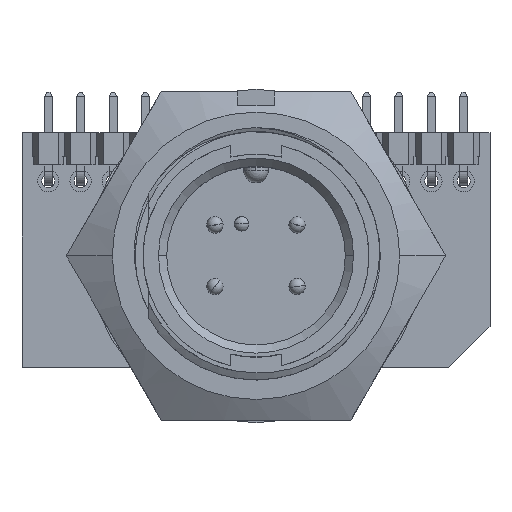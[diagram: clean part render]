
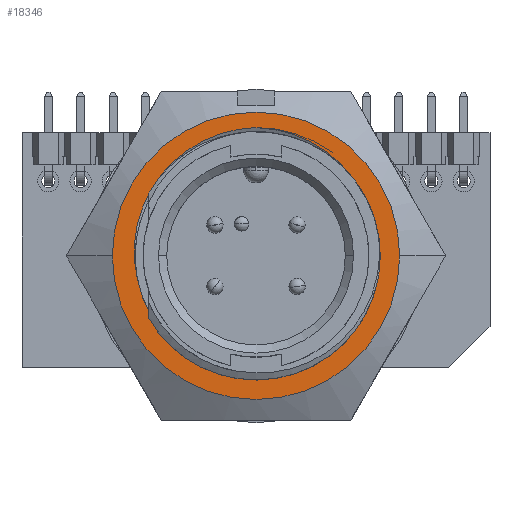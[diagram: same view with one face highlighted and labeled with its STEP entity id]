
A CAD part, top view. The second image highlights one B-rep face of the part: STEP entity #18346.
In plain terms, the highlighted planar face has unit normal (0, 0, 1).
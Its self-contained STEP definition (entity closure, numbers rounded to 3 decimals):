
#699 = CARTESIAN_POINT ( 'NONE',  ( 5.145, 5.822, -8.066 ) ) ;
#908 = CARTESIAN_POINT ( 'NONE',  ( -4.27, 6.536, -8.066 ) ) ;
#950 = EDGE_CURVE ( 'NONE', #31859, #14629, #3932, .T. ) ;
#1787 = EDGE_CURVE ( 'NONE', #9133, #31404, #22011, .T. ) ;
#2739 = CARTESIAN_POINT ( 'NONE',  ( 0., 0., -8.066 ) ) ;
#3194 = CARTESIAN_POINT ( 'NONE',  ( 0.286, 7.929, -8.066 ) ) ;
#3300 = CARTESIAN_POINT ( 'NONE',  ( 6.255, 4.516, -8.066 ) ) ;
#3330 = CARTESIAN_POINT ( 'NONE',  ( 0., 7.938, -8.066 ) ) ;
#3402 = CARTESIAN_POINT ( 'NONE',  ( -7.45, -0.91, -8.066 ) ) ;
#3518 = CARTESIAN_POINT ( 'NONE',  ( -2.787, 7.354, -8.066 ) ) ;
#3549 = VERTEX_POINT ( 'NONE', #3330 ) ;
#3932 = CIRCLE ( 'NONE', #16206, 7.48 ) ;
#4067 = PLANE ( 'NONE',  #24675 ) ;
#5321 = DIRECTION ( 'NONE',  ( -1., 0., 0. ) ) ;
#5887 = CARTESIAN_POINT ( 'NONE',  ( 7.047, 2.994, -8.066 ) ) ;
#5951 = EDGE_CURVE ( 'NONE', #31404, #9133, #25248, .T. ) ;
#5992 = CARTESIAN_POINT ( 'NONE',  ( -7.534, -0.057, -8.066 ) ) ;
#6104 = CARTESIAN_POINT ( 'NONE',  ( -1.142, 7.839, -8.066 ) ) ;
#6159 = EDGE_CURVE ( 'NONE', #31859, #3549, #32492, .T. ) ;
#8375 = CARTESIAN_POINT ( 'NONE',  ( 0.57, 7.904, -8.066 ) ) ;
#8483 = CARTESIAN_POINT ( 'NONE',  ( 7.475, 1.355, -8.066 ) ) ;
#8591 = CARTESIAN_POINT ( 'NONE',  ( -7.475, 1.358, -8.066 ) ) ;
#8705 = CARTESIAN_POINT ( 'NONE',  ( 0., 7.938, -8.066 ) ) ;
#9133 = VERTEX_POINT ( 'NONE', #17761 ) ;
#9260 = CARTESIAN_POINT ( 'NONE',  ( -5.866, -10.16, -8.066 ) ) ;
#9383 = DIRECTION ( 'NONE',  ( 0., 0., -1. ) ) ;
#10295 = DIRECTION ( 'NONE',  ( 0., 0., 1. ) ) ;
#10975 = CARTESIAN_POINT ( 'NONE',  ( 1.417, 7.769, -8.066 ) ) ;
#11084 = CARTESIAN_POINT ( 'NONE',  ( 7.532, -0.351, -8.066 ) ) ;
#11191 = CARTESIAN_POINT ( 'NONE',  ( -7.04, 3.009, -8.066 ) ) ;
#11661 = CARTESIAN_POINT ( 'NONE',  ( 0., 0., -8.066 ) ) ;
#12170 = FACE_OUTER_BOUND ( 'NONE', #29586, .T. ) ;
#13533 = CARTESIAN_POINT ( 'NONE',  ( 2.774, 7.36, -8.066 ) ) ;
#13645 = CARTESIAN_POINT ( 'NONE',  ( 7.334, -1.47, -8.066 ) ) ;
#13748 = CARTESIAN_POINT ( 'NONE',  ( -6.251, 4.521, -8.066 ) ) ;
#14403 = DIRECTION ( 'NONE',  ( -1., 0., 0. ) ) ;
#14629 = VERTEX_POINT ( 'NONE', #23469 ) ;
#15871 = AXIS2_PLACEMENT_3D ( 'NONE', #2739, #20729, #5321 ) ;
#16115 = CARTESIAN_POINT ( 'NONE',  ( 4.269, 6.536, -8.066 ) ) ;
#16166 = EDGE_LOOP ( 'NONE', ( #30089, #29941, #27876 ) ) ;
#16206 = AXIS2_PLACEMENT_3D ( 'NONE', #11661, #10295, #23952 ) ;
#16217 = CARTESIAN_POINT ( 'NONE',  ( -7.4, -1.192, -8.066 ) ) ;
#16329 = CARTESIAN_POINT ( 'NONE',  ( -5.156, 5.813, -8.066 ) ) ;
#17091 = B_SPLINE_CURVE_WITH_KNOTS ( 'NONE', 3,
 ( #21179, #3194, #8375, #26362, #10975, #28966, #13533, #31540, #16115, #699, #18685, #3300, #21288, #5887, #23894, #8483, #26475, #11084, #29073, #13645 ),
 .UNSPECIFIED., .F., .F.,
 ( 4, 2, 2, 2, 2, 2, 2, 2, 2, 4 ),
 ( 0., 0.001, 0.002, 0.003, 0.005, 0.007, 0.009, 0.01, 0.012, 0.014 ),
 .UNSPECIFIED. ) ;
#17761 = CARTESIAN_POINT ( 'NONE',  ( 8.89, 0., -8.066 ) ) ;
#18346 = ADVANCED_FACE ( 'NONE', ( #31887, #12170 ), #4067, .F. ) ;
#18681 = CARTESIAN_POINT ( 'NONE',  ( -7.334, -1.47, -8.066 ) ) ;
#18685 = CARTESIAN_POINT ( 'NONE',  ( 5.55, 5.413, -8.066 ) ) ;
#18903 = CARTESIAN_POINT ( 'NONE',  ( -3.795, 6.844, -8.066 ) ) ;
#20729 = DIRECTION ( 'NONE',  ( 0., 0., -1. ) ) ;
#21179 = CARTESIAN_POINT ( 'NONE',  ( 0., 7.938, -8.066 ) ) ;
#21288 = CARTESIAN_POINT ( 'NONE',  ( 6.557, 4.028, -8.066 ) ) ;
#21392 = CARTESIAN_POINT ( 'NONE',  ( -7.517, -0.343, -8.066 ) ) ;
#21504 = CARTESIAN_POINT ( 'NONE',  ( -2.248, 7.557, -8.066 ) ) ;
#21837 = AXIS2_PLACEMENT_3D ( 'NONE', #24775, #9383, #27380 ) ;
#22011 = CIRCLE ( 'NONE', #21837, 8.89 ) ;
#23038 = ORIENTED_EDGE ( 'NONE', *, *, #5951, .F. ) ;
#23469 = CARTESIAN_POINT ( 'NONE',  ( 7.334, -1.47, -8.066 ) ) ;
#23894 = CARTESIAN_POINT ( 'NONE',  ( 7.23, 2.457, -8.066 ) ) ;
#23952 = DIRECTION ( 'NONE',  ( 1., 0., 0. ) ) ;
#24001 = CARTESIAN_POINT ( 'NONE',  ( -7.536, 0.794, -8.066 ) ) ;
#24104 = EDGE_CURVE ( 'NONE', #3549, #14629, #17091, .T. ) ;
#24117 = CARTESIAN_POINT ( 'NONE',  ( -0.572, 7.92, -8.066 ) ) ;
#24675 = AXIS2_PLACEMENT_3D ( 'NONE', #9260, #29839, #14403 ) ;
#24775 = CARTESIAN_POINT ( 'NONE',  ( 0., 0., -8.066 ) ) ;
#25248 = CIRCLE ( 'NONE', #15871, 8.89 ) ;
#26362 = CARTESIAN_POINT ( 'NONE',  ( 1.136, 7.824, -8.066 ) ) ;
#26475 = CARTESIAN_POINT ( 'NONE',  ( 7.537, 0.781, -8.066 ) ) ;
#26578 = CARTESIAN_POINT ( 'NONE',  ( -7.225, 2.475, -8.066 ) ) ;
#27380 = DIRECTION ( 'NONE',  ( -1., 0., 0. ) ) ;
#27876 = ORIENTED_EDGE ( 'NONE', *, *, #950, .F. ) ;
#28317 = CARTESIAN_POINT ( 'NONE',  ( -8.89, 0., -8.066 ) ) ;
#28966 = CARTESIAN_POINT ( 'NONE',  ( 2.242, 7.558, -8.066 ) ) ;
#29073 = CARTESIAN_POINT ( 'NONE',  ( 7.466, -0.913, -8.066 ) ) ;
#29182 = CARTESIAN_POINT ( 'NONE',  ( -6.555, 4.03, -8.066 ) ) ;
#29586 = EDGE_LOOP ( 'NONE', ( #23038, #29854 ) ) ;
#29839 = DIRECTION ( 'NONE',  ( 0., 0., -1. ) ) ;
#29854 = ORIENTED_EDGE ( 'NONE', *, *, #1787, .F. ) ;
#29941 = ORIENTED_EDGE ( 'NONE', *, *, #24104, .T. ) ;
#30089 = ORIENTED_EDGE ( 'NONE', *, *, #6159, .T. ) ;
#31371 = CARTESIAN_POINT ( 'NONE',  ( -7.334, -1.47, -8.066 ) ) ;
#31404 = VERTEX_POINT ( 'NONE', #28317 ) ;
#31540 = CARTESIAN_POINT ( 'NONE',  ( 3.795, 6.845, -8.066 ) ) ;
#31756 = CARTESIAN_POINT ( 'NONE',  ( -5.552, 5.41, -8.066 ) ) ;
#31859 = VERTEX_POINT ( 'NONE', #31371 ) ;
#31887 = FACE_BOUND ( 'NONE', #16166, .T. ) ;
#32492 = B_SPLINE_CURVE_WITH_KNOTS ( 'NONE', 3,
 ( #18681, #16217, #3402, #21392, #5992, #24001, #8591, #26578, #11191, #29182, #13748, #31756, #16329, #908, #18903, #3518, #21504, #6104, #24117, #8705 ),
 .UNSPECIFIED., .F., .F.,
 ( 4, 2, 2, 2, 2, 2, 2, 2, 2, 4 ),
 ( 0., 0.001, 0.002, 0.003, 0.005, 0.007, 0.009, 0.01, 0.012, 0.014 ),
 .UNSPECIFIED. ) ;
